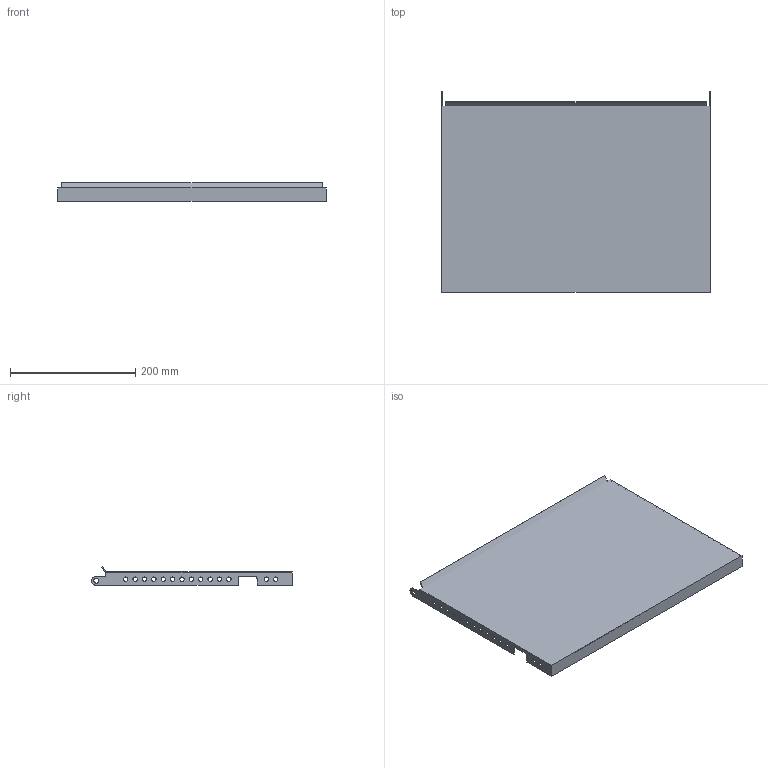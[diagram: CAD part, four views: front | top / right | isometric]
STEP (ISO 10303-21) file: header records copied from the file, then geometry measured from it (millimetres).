
FILE_DESCRIPTION (( 'STEP AP203' ), '1' );
FILE_NAME ('LIP600_Default.step', '2025-05-14T12:51:46', ( 'Windows User' ), ( 'AUTOMATION DIRECT' ), 'SwSTEP 2.0', 'SolidWorks 2024', '' );
FILE_SCHEMA (( 'CONFIG_CONTROL_DESIGN' ));
Length unit declared in the file: millimetre
Products named in the file (1): LIP600_Default
Bounding box: 430 x 321 x 30.16 mm (x, y, z)
Volume: 227882.4 mm3; surface area: 307319.8 mm2
Topology: 1 solids, 1 shells, 70 faces, 200 edges, 132 vertices
Faces by surface type: cylinder 38, plane 32
Full cylindrical faces by diameter (mm): 7 x28, 8 x2
Entity records: 2355 total; most frequent: DIRECTION 388, CARTESIAN_POINT 373, ORIENTED_EDGE 340, EDGE_CURVE 170, EDGE_LOOP 160, AXIS2_PLACEMENT_3D 147, VERTEX_POINT 132, FACE_OUTER_BOUND 100
